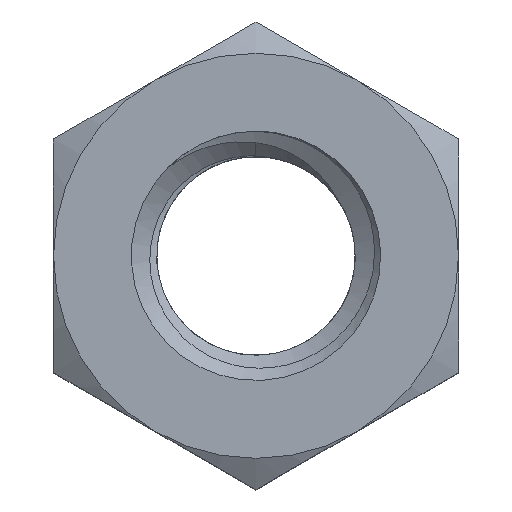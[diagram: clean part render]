
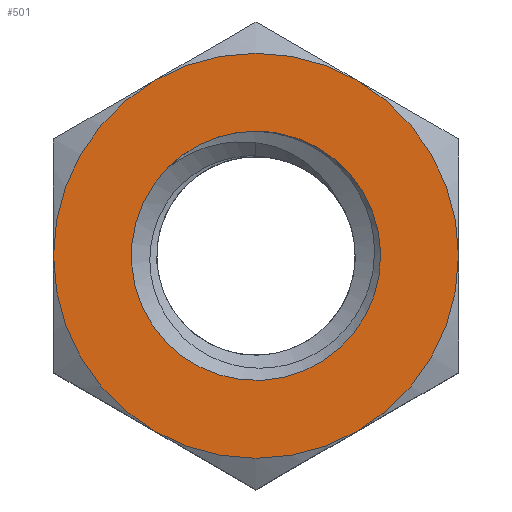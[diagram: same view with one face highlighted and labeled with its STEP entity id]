
A CAD part, top view. The second image highlights one B-rep face of the part: STEP entity #501.
In plain terms, the highlighted face is planar.
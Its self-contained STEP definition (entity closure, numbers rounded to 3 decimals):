
#22=FACE_BOUND('',#120,.T.);
#24=PLANE('',#558);
#86=FACE_OUTER_BOUND('',#119,.T.);
#119=EDGE_LOOP('',(#375,#376,#377,#378,#379,#380));
#120=EDGE_LOOP('',(#381,#382));
#143=CIRCLE('',#543,4.);
#148=CIRCLE('',#552,4.);
#150=CIRCLE('',#556,6.5);
#151=CIRCLE('',#559,6.5);
#152=CIRCLE('',#560,6.5);
#153=CIRCLE('',#561,6.5);
#154=CIRCLE('',#562,6.5);
#155=CIRCLE('',#563,6.5);
#218=VERTEX_POINT('',#995);
#219=VERTEX_POINT('',#1016);
#231=VERTEX_POINT('',#1197);
#232=VERTEX_POINT('',#1198);
#234=VERTEX_POINT('',#1281);
#235=VERTEX_POINT('',#1283);
#236=VERTEX_POINT('',#1285);
#237=VERTEX_POINT('',#1287);
#267=EDGE_CURVE('',#218,#219,#143,.T.);
#281=EDGE_CURVE('',#219,#218,#148,.T.);
#286=EDGE_CURVE('',#231,#232,#150,.T.);
#291=EDGE_CURVE('',#232,#234,#151,.T.);
#292=EDGE_CURVE('',#234,#235,#152,.T.);
#293=EDGE_CURVE('',#235,#236,#153,.T.);
#294=EDGE_CURVE('',#236,#237,#154,.T.);
#295=EDGE_CURVE('',#237,#231,#155,.T.);
#375=ORIENTED_EDGE('',*,*,#286,.T.);
#376=ORIENTED_EDGE('',*,*,#291,.T.);
#377=ORIENTED_EDGE('',*,*,#292,.T.);
#378=ORIENTED_EDGE('',*,*,#293,.T.);
#379=ORIENTED_EDGE('',*,*,#294,.T.);
#380=ORIENTED_EDGE('',*,*,#295,.T.);
#381=ORIENTED_EDGE('',*,*,#281,.F.);
#382=ORIENTED_EDGE('',*,*,#267,.F.);
#501=ADVANCED_FACE('',(#86,#22),#24,.T.);
#543=AXIS2_PLACEMENT_3D('',#1017,#608,#609);
#552=AXIS2_PLACEMENT_3D('',#1144,#628,#629);
#556=AXIS2_PLACEMENT_3D('',#1199,#636,#637);
#558=AXIS2_PLACEMENT_3D('',#1280,#640,#641);
#559=AXIS2_PLACEMENT_3D('',#1282,#642,#643);
#560=AXIS2_PLACEMENT_3D('',#1284,#644,#645);
#561=AXIS2_PLACEMENT_3D('',#1286,#646,#647);
#562=AXIS2_PLACEMENT_3D('',#1288,#648,#649);
#563=AXIS2_PLACEMENT_3D('',#1289,#650,#651);
#608=DIRECTION('center_axis',(0.,1.,0.));
#609=DIRECTION('ref_axis',(0.,0.,1.));
#628=DIRECTION('center_axis',(0.,1.,0.));
#629=DIRECTION('ref_axis',(0.,0.,1.));
#636=DIRECTION('center_axis',(0.,1.,0.));
#637=DIRECTION('ref_axis',(0.,0.,1.));
#640=DIRECTION('center_axis',(0.,1.,0.));
#641=DIRECTION('ref_axis',(0.,0.,1.));
#642=DIRECTION('center_axis',(0.,1.,0.));
#643=DIRECTION('ref_axis',(0.,0.,1.));
#644=DIRECTION('center_axis',(0.,1.,0.));
#645=DIRECTION('ref_axis',(0.,0.,1.));
#646=DIRECTION('center_axis',(0.,1.,0.));
#647=DIRECTION('ref_axis',(0.,0.,1.));
#648=DIRECTION('center_axis',(0.,1.,0.));
#649=DIRECTION('ref_axis',(0.,0.,1.));
#650=DIRECTION('center_axis',(0.,1.,0.));
#651=DIRECTION('ref_axis',(0.,0.,1.));
#995=CARTESIAN_POINT('',(0.,3.25,-4.));
#1016=CARTESIAN_POINT('',(-2.828,3.25,-2.828));
#1017=CARTESIAN_POINT('Origin',(0.,3.25,0.));
#1144=CARTESIAN_POINT('Origin',(0.,3.25,0.));
#1197=CARTESIAN_POINT('',(-3.25,3.25,5.629));
#1198=CARTESIAN_POINT('',(3.25,3.25,5.629));
#1199=CARTESIAN_POINT('Origin',(0.,3.25,0.));
#1280=CARTESIAN_POINT('Origin',(-6.5,3.25,-3.753));
#1281=CARTESIAN_POINT('',(6.5,3.25,0.));
#1282=CARTESIAN_POINT('Origin',(0.,3.25,0.));
#1283=CARTESIAN_POINT('',(3.25,3.25,-5.629));
#1284=CARTESIAN_POINT('Origin',(0.,3.25,0.));
#1285=CARTESIAN_POINT('',(-3.25,3.25,-5.629));
#1286=CARTESIAN_POINT('Origin',(0.,3.25,0.));
#1287=CARTESIAN_POINT('',(-6.5,3.25,0.));
#1288=CARTESIAN_POINT('Origin',(0.,3.25,0.));
#1289=CARTESIAN_POINT('Origin',(0.,3.25,0.));
